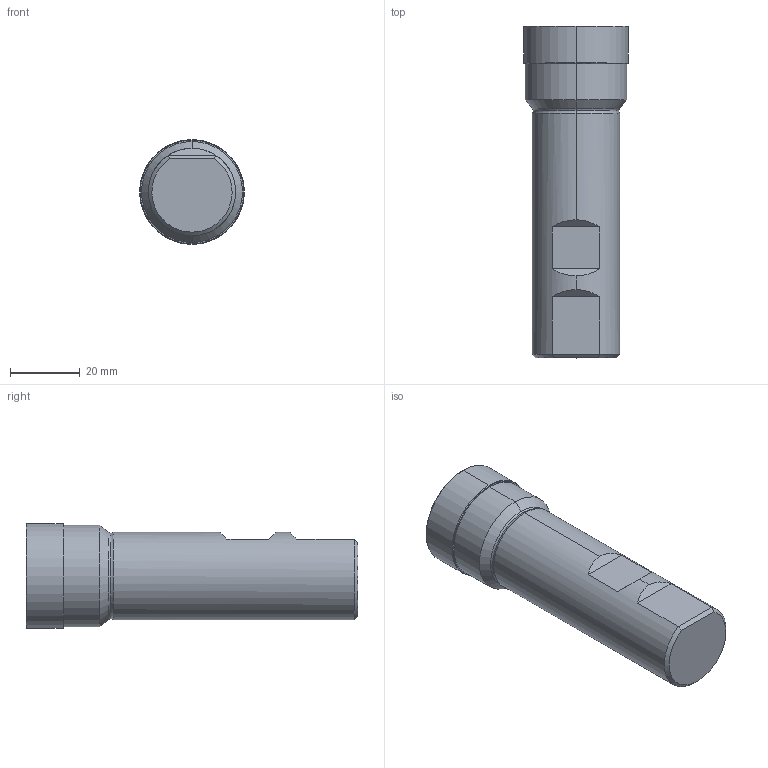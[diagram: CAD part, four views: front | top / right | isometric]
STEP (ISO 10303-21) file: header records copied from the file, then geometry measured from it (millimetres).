
FILE_DESCRIPTION (( 'STEP AP214' ), '1' );
FILE_NAME ('740W W D30-4.step', '2018-10-09T11:26:23', ( '' ), ( '' ), 'SwSTEP 2.0', 'SolidWorks 2016', '' );
FILE_SCHEMA (( 'AUTOMOTIVE_DESIGN' ));
Length unit declared in the file: millimetre
Products named in the file (1): 740W W D30-4
Bounding box: 30 x 95 x 30 mm (x, y, z)
Volume: 49891.9 mm3; surface area: 9033.2 mm2
Topology: 1 solids, 1 shells, 31 faces, 65 edges, 36 vertices
Faces by surface type: torus 8, cylinder 8, plane 8, cone 7
Entity records: 852 total; most frequent: CARTESIAN_POINT 157, DIRECTION 154, ORIENTED_EDGE 130, AXIS2_PLACEMENT_3D 65, EDGE_CURVE 65, VERTEX_POINT 36, CIRCLE 33, ADVANCED_FACE 31
